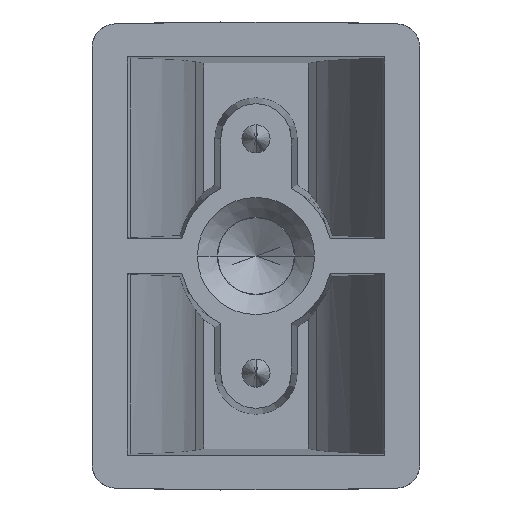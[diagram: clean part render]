
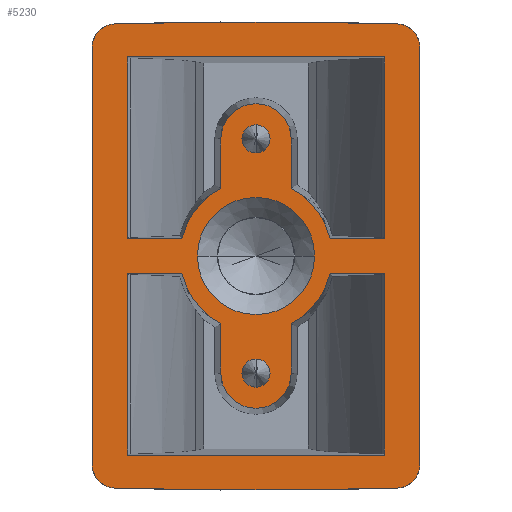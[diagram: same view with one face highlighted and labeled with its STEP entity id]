
A CAD part, front view. The second image highlights one B-rep face of the part: STEP entity #5230.
In plain terms, the highlighted planar face has unit normal (0, -1, 0).
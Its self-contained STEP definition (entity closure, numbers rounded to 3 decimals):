
#100=CARTESIAN_POINT('',(51.5,0.,-85.));
#110=VERTEX_POINT('',#100);
#160=CARTESIAN_POINT('',(51.5,0.,-80.));
#170=DIRECTION('',(0.,0.,-1.));
#180=VECTOR('',#170,1.);
#190=LINE('',#160,#180);
#200=CARTESIAN_POINT('',(51.5,0.,-82.883));
#210=VERTEX_POINT('',#200);
#220=EDGE_CURVE('',#210,#110,#190,.T.);
#2500=CARTESIAN_POINT('',(55.,0.,6.));
#2510=DIRECTION('',(0.,-1.,0.));
#2520=DIRECTION('',(1.,0.,0.));
#2530=AXIS2_PLACEMENT_3D('',#2500,#2510,#2520);
#2540=PLANE('',#2530);
#2550=CARTESIAN_POINT('',(50.,0.,-85.));
#2560=DIRECTION('',(0.,1.,0.));
#2570=DIRECTION('',(0.,0.,1.));
#2580=AXIS2_PLACEMENT_3D('',#2550,#2560,#2570);
#2590=CIRCLE('',#2580,0.6);
#2600=CARTESIAN_POINT('',(50.,0.,-84.4));
#2610=VERTEX_POINT('',#2600);
#2620=CARTESIAN_POINT('',(50.,0.,-85.6));
#2630=VERTEX_POINT('',#2620);
#2640=EDGE_CURVE('',#2610,#2630,#2590,.T.);
#2650=ORIENTED_EDGE('',*,*,#2640,.T.);
#2660=EDGE_CURVE('',#2630,#2610,#2590,.T.);
#2670=ORIENTED_EDGE('',*,*,#2660,.T.);
#2680=EDGE_LOOP('',(#2670,#2650));
#2690=FACE_BOUND('',#2680,.T.);
#2700=CARTESIAN_POINT('',(55.5,0.,64.362));
#2710=DIRECTION('',(0.,0.,1.));
#2720=VECTOR('',#2710,1.);
#2730=LINE('',#2700,#2720);
#2740=CARTESIAN_POINT('',(55.5,0.,-88.5));
#2750=VERTEX_POINT('',#2740);
#2760=CARTESIAN_POINT('',(55.5,0.,-80.75));
#2770=VERTEX_POINT('',#2760);
#2780=EDGE_CURVE('',#2750,#2770,#2730,.T.);
#2790=ORIENTED_EDGE('',*,*,#2780,.F.);
#2800=CARTESIAN_POINT('',(56.,0.,-80.75));
#2810=DIRECTION('',(-1.,0.,0.));
#2820=VECTOR('',#2810,1.);
#2830=LINE('',#2800,#2820);
#2840=CARTESIAN_POINT('',(53.162,0.,-80.75));
#2850=VERTEX_POINT('',#2840);
#2860=EDGE_CURVE('',#2770,#2850,#2830,.T.);
#2870=ORIENTED_EDGE('',*,*,#2860,.F.);
#2880=CARTESIAN_POINT('',(50.,0.,-80.));
#2890=DIRECTION('',(0.,1.,0.));
#2900=DIRECTION('',(0.,0.,-1.));
#2910=AXIS2_PLACEMENT_3D('',#2880,#2890,#2900);
#2920=CIRCLE('',#2910,3.25);
#2930=EDGE_CURVE('',#2850,#210,#2920,.T.);
#2940=ORIENTED_EDGE('',*,*,#2930,.F.);
#2950=ORIENTED_EDGE('',*,*,#220,.F.);
#2960=CARTESIAN_POINT('',(50.,0.,-85.));
#2970=DIRECTION('',(0.,-1.,0.));
#2980=DIRECTION('',(0.,0.,-1.));
#2990=AXIS2_PLACEMENT_3D('',#2960,#2970,#2980);
#3000=CIRCLE('',#2990,1.5);
#3010=CARTESIAN_POINT('',(48.5,0.,-85.));
#3020=VERTEX_POINT('',#3010);
#3030=EDGE_CURVE('',#3020,#110,#3000,.T.);
#3040=ORIENTED_EDGE('',*,*,#3030,.T.);
#3050=CARTESIAN_POINT('',(48.5,0.,-80.));
#3060=DIRECTION('',(0.,0.,-1.));
#3070=VECTOR('',#3060,1.);
#3080=LINE('',#3050,#3070);
#3090=CARTESIAN_POINT('',(48.5,0.,-82.883));
#3100=VERTEX_POINT('',#3090);
#3110=EDGE_CURVE('',#3100,#3020,#3080,.T.);
#3120=ORIENTED_EDGE('',*,*,#3110,.T.);
#3130=CARTESIAN_POINT('',(46.838,0.,-80.75));
#3140=VERTEX_POINT('',#3130);
#3150=EDGE_CURVE('',#3100,#3140,#2920,.T.);
#3160=ORIENTED_EDGE('',*,*,#3150,.F.);
#3170=CARTESIAN_POINT('',(44.,0.,-80.75));
#3180=DIRECTION('',(1.,0.,0.));
#3190=VECTOR('',#3180,1.);
#3200=LINE('',#3170,#3190);
#3210=CARTESIAN_POINT('',(44.5,0.,-80.75));
#3220=VERTEX_POINT('',#3210);
#3230=EDGE_CURVE('',#3220,#3140,#3200,.T.);
#3240=ORIENTED_EDGE('',*,*,#3230,.T.);
#3250=CARTESIAN_POINT('',(44.5,0.,64.362));
#3260=DIRECTION('',(0.,0.,1.));
#3270=VECTOR('',#3260,1.);
#3280=LINE('',#3250,#3270);
#3290=CARTESIAN_POINT('',(44.5,0.,-88.5));
#3300=VERTEX_POINT('',#3290);
#3310=EDGE_CURVE('',#3300,#3220,#3280,.T.);
#3320=ORIENTED_EDGE('',*,*,#3310,.T.);
#3330=CARTESIAN_POINT('',(25.,0.,-88.5));
#3340=DIRECTION('',(-1.,0.,0.));
#3350=VECTOR('',#3340,1.);
#3360=LINE('',#3330,#3350);
#3370=EDGE_CURVE('',#2750,#3300,#3360,.T.);
#3380=ORIENTED_EDGE('',*,*,#3370,.T.);
#3390=EDGE_LOOP('',(#3380,#3320,#3240,#3160,#3120,#3040,#2950,#2940,
#2870,#2790));
#3400=FACE_BOUND('',#3390,.T.);
#3410=CARTESIAN_POINT('',(56.,0.,-88.91));
#3420=DIRECTION('',(0.,-1.,0.));
#3430=DIRECTION('',(-1.,0.,0.));
#3440=AXIS2_PLACEMENT_3D('',#3410,#3420,#3430);
#3450=CIRCLE('',#3440,1.);
#3460=CARTESIAN_POINT('',(56.03,0.,-89.909));
#3470=VERTEX_POINT('',#3460);
#3480=CARTESIAN_POINT('',(57.,0.,-88.91));
#3490=VERTEX_POINT('',#3480);
#3500=EDGE_CURVE('',#3470,#3490,#3450,.T.);
#3510=ORIENTED_EDGE('',*,*,#3500,.T.);
#3520=CARTESIAN_POINT('',(50.,0.,110.));
#3530=DIRECTION('',(0.,-1.,0.));
#3540=DIRECTION('',(-1.,0.,0.));
#3550=AXIS2_PLACEMENT_3D('',#3520,#3530,#3540);
#3560=CIRCLE('',#3550,200.);
#3570=CARTESIAN_POINT('',(43.97,0.,-89.909));
#3580=VERTEX_POINT('',#3570);
#3590=EDGE_CURVE('',#3580,#3470,#3560,.T.);
#3600=ORIENTED_EDGE('',*,*,#3590,.T.);
#3610=CARTESIAN_POINT('',(44.,0.,-88.91));
#3620=DIRECTION('',(0.,-1.,0.));
#3630=DIRECTION('',(-1.,0.,0.));
#3640=AXIS2_PLACEMENT_3D('',#3610,#3620,#3630);
#3650=CIRCLE('',#3640,1.);
#3660=CARTESIAN_POINT('',(43.,0.,-88.91));
#3670=VERTEX_POINT('',#3660);
#3680=EDGE_CURVE('',#3670,#3580,#3650,.T.);
#3690=ORIENTED_EDGE('',*,*,#3680,.T.);
#3700=CARTESIAN_POINT('',(43.,0.,0.));
#3710=DIRECTION('',(0.,0.,1.));
#3720=VECTOR('',#3710,1.);
#3730=LINE('',#3700,#3720);
#3740=CARTESIAN_POINT('',(43.,0.,-71.09));
#3750=VERTEX_POINT('',#3740);
#3760=EDGE_CURVE('',#3670,#3750,#3730,.T.);
#3770=ORIENTED_EDGE('',*,*,#3760,.F.);
#3780=CARTESIAN_POINT('',(44.,0.,-71.09));
#3790=DIRECTION('',(0.,1.,0.));
#3800=DIRECTION('',(-1.,0.,0.));
#3810=AXIS2_PLACEMENT_3D('',#3780,#3790,#3800);
#3820=CIRCLE('',#3810,1.);
#3830=CARTESIAN_POINT('',(43.97,0.,-70.091));
#3840=VERTEX_POINT('',#3830);
#3850=EDGE_CURVE('',#3750,#3840,#3820,.T.);
#3860=ORIENTED_EDGE('',*,*,#3850,.F.);
#3870=CARTESIAN_POINT('',(50.,0.,-270.));
#3880=DIRECTION('',(0.,1.,0.));
#3890=DIRECTION('',(-1.,0.,0.));
#3900=AXIS2_PLACEMENT_3D('',#3870,#3880,#3890);
#3910=CIRCLE('',#3900,200.);
#3920=CARTESIAN_POINT('',(56.03,0.,-70.091));
#3930=VERTEX_POINT('',#3920);
#3940=EDGE_CURVE('',#3840,#3930,#3910,.T.);
#3950=ORIENTED_EDGE('',*,*,#3940,.F.);
#3960=CARTESIAN_POINT('',(56.,0.,-71.09));
#3970=DIRECTION('',(0.,1.,0.));
#3980=DIRECTION('',(-1.,0.,0.));
#3990=AXIS2_PLACEMENT_3D('',#3960,#3970,#3980);
#4000=CIRCLE('',#3990,1.);
#4010=CARTESIAN_POINT('',(57.,0.,-71.09));
#4020=VERTEX_POINT('',#4010);
#4030=EDGE_CURVE('',#3930,#4020,#4000,.T.);
#4040=ORIENTED_EDGE('',*,*,#4030,.F.);
#4050=CARTESIAN_POINT('',(57.,0.,0.));
#4060=DIRECTION('',(0.,0.,1.));
#4070=VECTOR('',#4060,1.);
#4080=LINE('',#4050,#4070);
#4090=EDGE_CURVE('',#3490,#4020,#4080,.T.);
#4100=ORIENTED_EDGE('',*,*,#4090,.T.);
#4110=EDGE_LOOP('',(#4100,#4040,#3950,#3860,#3770,#3690,#3600,#3510));
#4120=FACE_OUTER_BOUND('',#4110,.T.);
#4130=CARTESIAN_POINT('',(50.,0.,-75.));
#4140=DIRECTION('',(0.,-1.,0.));
#4150=DIRECTION('',(0.,0.,-1.));
#4160=AXIS2_PLACEMENT_3D('',#4130,#4140,#4150);
#4170=CIRCLE('',#4160,0.6);
#4180=CARTESIAN_POINT('',(50.,0.,-75.6));
#4190=VERTEX_POINT('',#4180);
#4200=CARTESIAN_POINT('',(50.,0.,-74.4));
#4210=VERTEX_POINT('',#4200);
#4220=EDGE_CURVE('',#4190,#4210,#4170,.T.);
#4230=ORIENTED_EDGE('',*,*,#4220,.F.);
#4240=EDGE_CURVE('',#4210,#4190,#4170,.T.);
#4250=ORIENTED_EDGE('',*,*,#4240,.F.);
#4260=EDGE_LOOP('',(#4250,#4230));
#4270=FACE_BOUND('',#4260,.T.);
#4280=CARTESIAN_POINT('',(25.,0.,-71.5));
#4290=DIRECTION('',(-1.,0.,0.));
#4300=VECTOR('',#4290,1.);
#4310=LINE('',#4280,#4300);
#4320=CARTESIAN_POINT('',(55.5,0.,-71.5));
#4330=VERTEX_POINT('',#4320);
#4340=CARTESIAN_POINT('',(44.5,0.,-71.5));
#4350=VERTEX_POINT('',#4340);
#4360=EDGE_CURVE('',#4330,#4350,#4310,.T.);
#4370=ORIENTED_EDGE('',*,*,#4360,.F.);
#4380=CARTESIAN_POINT('',(44.5,0.,-224.362));
#4390=DIRECTION('',(0.,0.,-1.));
#4400=VECTOR('',#4390,1.);
#4410=LINE('',#4380,#4400);
#4420=CARTESIAN_POINT('',(44.5,0.,-79.25));
#4430=VERTEX_POINT('',#4420);
#4440=EDGE_CURVE('',#4350,#4430,#4410,.T.);
#4450=ORIENTED_EDGE('',*,*,#4440,.F.);
#4460=CARTESIAN_POINT('',(44.,0.,-79.25));
#4470=DIRECTION('',(1.,0.,0.));
#4480=VECTOR('',#4470,1.);
#4490=LINE('',#4460,#4480);
#4500=CARTESIAN_POINT('',(46.838,0.,-79.25));
#4510=VERTEX_POINT('',#4500);
#4520=EDGE_CURVE('',#4430,#4510,#4490,.T.);
#4530=ORIENTED_EDGE('',*,*,#4520,.F.);
#4540=CARTESIAN_POINT('',(50.,0.,-80.));
#4550=DIRECTION('',(0.,-1.,0.));
#4560=DIRECTION('',(0.,0.,1.));
#4570=AXIS2_PLACEMENT_3D('',#4540,#4550,#4560);
#4580=CIRCLE('',#4570,3.25);
#4590=CARTESIAN_POINT('',(48.5,0.,-77.117));
#4600=VERTEX_POINT('',#4590);
#4610=EDGE_CURVE('',#4600,#4510,#4580,.T.);
#4620=ORIENTED_EDGE('',*,*,#4610,.T.);
#4630=CARTESIAN_POINT('',(48.5,0.,-80.));
#4640=DIRECTION('',(0.,0.,1.));
#4650=VECTOR('',#4640,1.);
#4660=LINE('',#4630,#4650);
#4670=CARTESIAN_POINT('',(48.5,0.,-75.));
#4680=VERTEX_POINT('',#4670);
#4690=EDGE_CURVE('',#4600,#4680,#4660,.T.);
#4700=ORIENTED_EDGE('',*,*,#4690,.F.);
#4710=CARTESIAN_POINT('',(50.,0.,-75.));
#4720=DIRECTION('',(0.,1.,0.));
#4730=DIRECTION('',(0.,0.,1.));
#4740=AXIS2_PLACEMENT_3D('',#4710,#4720,#4730);
#4750=CIRCLE('',#4740,1.5);
#4760=CARTESIAN_POINT('',(51.5,0.,-75.));
#4770=VERTEX_POINT('',#4760);
#4780=EDGE_CURVE('',#4680,#4770,#4750,.T.);
#4790=ORIENTED_EDGE('',*,*,#4780,.F.);
#4800=CARTESIAN_POINT('',(51.5,0.,-80.));
#4810=DIRECTION('',(0.,0.,1.));
#4820=VECTOR('',#4810,1.);
#4830=LINE('',#4800,#4820);
#4840=CARTESIAN_POINT('',(51.5,0.,-77.117));
#4850=VERTEX_POINT('',#4840);
#4860=EDGE_CURVE('',#4850,#4770,#4830,.T.);
#4870=ORIENTED_EDGE('',*,*,#4860,.T.);
#4880=CARTESIAN_POINT('',(53.162,0.,-79.25));
#4890=VERTEX_POINT('',#4880);
#4900=EDGE_CURVE('',#4890,#4850,#4580,.T.);
#4910=ORIENTED_EDGE('',*,*,#4900,.T.);
#4920=CARTESIAN_POINT('',(56.,0.,-79.25));
#4930=DIRECTION('',(-1.,0.,0.));
#4940=VECTOR('',#4930,1.);
#4950=LINE('',#4920,#4940);
#4960=CARTESIAN_POINT('',(55.5,0.,-79.25));
#4970=VERTEX_POINT('',#4960);
#4980=EDGE_CURVE('',#4970,#4890,#4950,.T.);
#4990=ORIENTED_EDGE('',*,*,#4980,.T.);
#5000=CARTESIAN_POINT('',(55.5,0.,-224.362));
#5010=DIRECTION('',(0.,0.,-1.));
#5020=VECTOR('',#5010,1.);
#5030=LINE('',#5000,#5020);
#5040=EDGE_CURVE('',#4330,#4970,#5030,.T.);
#5050=ORIENTED_EDGE('',*,*,#5040,.T.);
#5060=EDGE_LOOP('',(#5050,#4990,#4910,#4870,#4790,#4700,#4620,#4530,
#4450,#4370));
#5070=FACE_BOUND('',#5060,.T.);
#5080=CARTESIAN_POINT('',(50.,0.,-80.));
#5090=DIRECTION('',(0.,-1.,0.));
#5100=DIRECTION('',(0.,0.,-1.));
#5110=AXIS2_PLACEMENT_3D('',#5080,#5090,#5100);
#5120=CIRCLE('',#5110,2.5);
#5130=CARTESIAN_POINT('',(52.5,0.,-80.));
#5140=VERTEX_POINT('',#5130);
#5150=CARTESIAN_POINT('',(47.5,0.,-80.));
#5160=VERTEX_POINT('',#5150);
#5170=EDGE_CURVE('',#5140,#5160,#5120,.T.);
#5180=ORIENTED_EDGE('',*,*,#5170,.F.);
#5190=EDGE_CURVE('',#5160,#5140,#5120,.T.);
#5200=ORIENTED_EDGE('',*,*,#5190,.F.);
#5210=EDGE_LOOP('',(#5200,#5180));
#5220=FACE_BOUND('',#5210,.T.);
#5230=ADVANCED_FACE('',(#2690,#3400,#4120,#4270,#5070,#5220),#2540,.T.);
